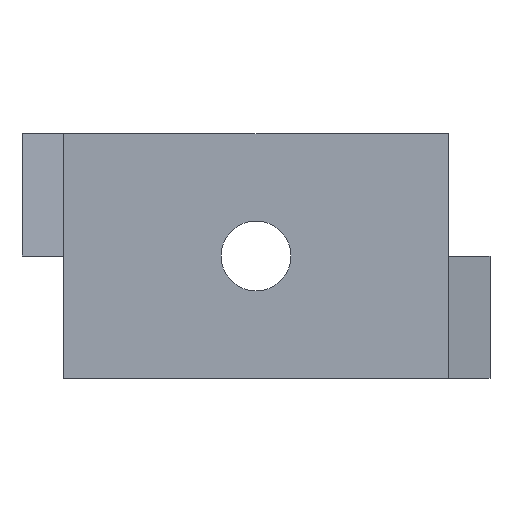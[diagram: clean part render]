
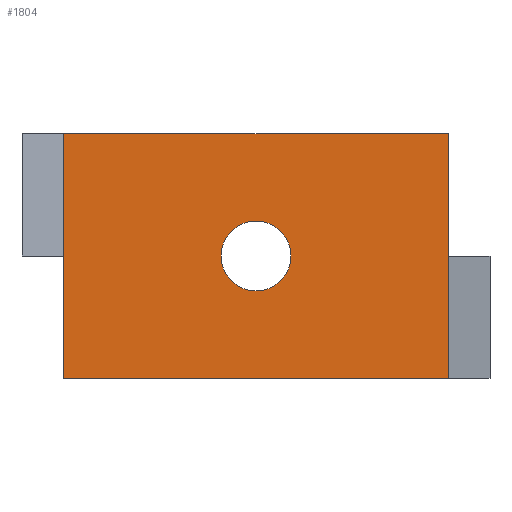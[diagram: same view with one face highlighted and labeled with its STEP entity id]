
A CAD part, front view. The second image highlights one B-rep face of the part: STEP entity #1804.
In plain terms, the highlighted planar face has unit normal (0, -1, 0).
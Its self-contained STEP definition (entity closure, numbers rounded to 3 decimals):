
#3 = DIRECTION ( 'NONE',  ( -1., 0., 0. ) ) ;
#11 = ORIENTED_EDGE ( 'NONE', *, *, #431, .T. ) ;
#14 = EDGE_CURVE ( 'NONE', #375, #1562, #1160, .T. ) ;
#16 = VECTOR ( 'NONE', #1022, 1000. ) ;
#19 = CARTESIAN_POINT ( 'NONE',  ( 0., 0., 0. ) ) ;
#64 = DIRECTION ( 'NONE',  ( 0., -1., 0. ) ) ;
#85 = AXIS2_PLACEMENT_3D ( 'NONE', #1869, #64, #1289 ) ;
#97 = CIRCLE ( 'NONE', #649, 2. ) ;
#101 = VECTOR ( 'NONE', #2407, 1000. ) ;
#206 = DIRECTION ( 'NONE',  ( 0., 0., 1. ) ) ;
#228 = DIRECTION ( 'NONE',  ( 0., 1., 0. ) ) ;
#270 = VECTOR ( 'NONE', #206, 1000. ) ;
#286 = DIRECTION ( 'NONE',  ( -1., 0., 0. ) ) ;
#375 = VERTEX_POINT ( 'NONE', #1158 ) ;
#431 = EDGE_CURVE ( 'NONE', #375, #650, #820, .T. ) ;
#489 = CARTESIAN_POINT ( 'NONE',  ( 11., 0., 7. ) ) ;
#609 = AXIS2_PLACEMENT_3D ( 'NONE', #1095, #1483, #1569 ) ;
#610 = CARTESIAN_POINT ( 'NONE',  ( 11., 0., -31.166 ) ) ;
#627 = CARTESIAN_POINT ( 'NONE',  ( 2., 0., 0. ) ) ;
#649 = AXIS2_PLACEMENT_3D ( 'NONE', #19, #228, #286 ) ;
#650 = VERTEX_POINT ( 'NONE', #489 ) ;
#652 = VECTOR ( 'NONE', #3, 1000. ) ;
#671 = LINE ( 'NONE', #2023, #16 ) ;
#804 = ORIENTED_EDGE ( 'NONE', *, *, #1500, .T. ) ;
#819 = CIRCLE ( 'NONE', #609, 2. ) ;
#820 = LINE ( 'NONE', #610, #270 ) ;
#821 = CARTESIAN_POINT ( 'NONE',  ( -11., 0., -7. ) ) ;
#872 = EDGE_CURVE ( 'NONE', #1562, #1157, #1390, .T. ) ;
#894 = VERTEX_POINT ( 'NONE', #1363 ) ;
#1000 = EDGE_LOOP ( 'NONE', ( #804, #2309 ) ) ;
#1008 = CARTESIAN_POINT ( 'NONE',  ( -11., 0., -31.166 ) ) ;
#1022 = DIRECTION ( 'NONE',  ( 1., 0., 0. ) ) ;
#1049 = FACE_BOUND ( 'NONE', #1000, .T. ) ;
#1063 = FACE_OUTER_BOUND ( 'NONE', #1229, .T. ) ;
#1092 = EDGE_CURVE ( 'NONE', #1157, #650, #671, .T. ) ;
#1095 = CARTESIAN_POINT ( 'NONE',  ( 0., 0., 0. ) ) ;
#1157 = VERTEX_POINT ( 'NONE', #1901 ) ;
#1158 = CARTESIAN_POINT ( 'NONE',  ( 11., 0., -7. ) ) ;
#1160 = LINE ( 'NONE', #2598, #652 ) ;
#1229 = EDGE_LOOP ( 'NONE', ( #2603, #2392, #11, #1754 ) ) ;
#1289 = DIRECTION ( 'NONE',  ( 0., 0., -1. ) ) ;
#1309 = VERTEX_POINT ( 'NONE', #627 ) ;
#1363 = CARTESIAN_POINT ( 'NONE',  ( -2., 0., 0. ) ) ;
#1390 = LINE ( 'NONE', #1008, #101 ) ;
#1401 = EDGE_CURVE ( 'NONE', #894, #1309, #97, .T. ) ;
#1474 = PLANE ( 'NONE',  #85 ) ;
#1483 = DIRECTION ( 'NONE',  ( 0., 1., 0. ) ) ;
#1500 = EDGE_CURVE ( 'NONE', #1309, #894, #819, .T. ) ;
#1562 = VERTEX_POINT ( 'NONE', #821 ) ;
#1569 = DIRECTION ( 'NONE',  ( -1., 0., 0. ) ) ;
#1754 = ORIENTED_EDGE ( 'NONE', *, *, #1092, .F. ) ;
#1804 = ADVANCED_FACE ( 'NONE', ( #1049, #1063 ), #1474, .T. ) ;
#1869 = CARTESIAN_POINT ( 'NONE',  ( 0., 0., 0. ) ) ;
#1901 = CARTESIAN_POINT ( 'NONE',  ( -11., 0., 7. ) ) ;
#2023 = CARTESIAN_POINT ( 'NONE',  ( -11., 0., 7. ) ) ;
#2309 = ORIENTED_EDGE ( 'NONE', *, *, #1401, .T. ) ;
#2392 = ORIENTED_EDGE ( 'NONE', *, *, #14, .F. ) ;
#2407 = DIRECTION ( 'NONE',  ( 0., 0., 1. ) ) ;
#2598 = CARTESIAN_POINT ( 'NONE',  ( -11., 0., -7. ) ) ;
#2603 = ORIENTED_EDGE ( 'NONE', *, *, #872, .F. ) ;
